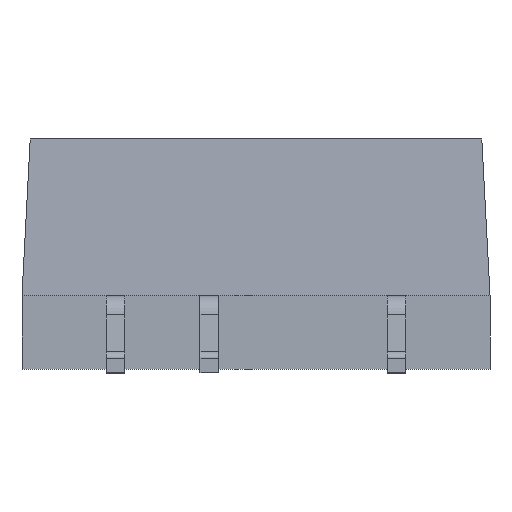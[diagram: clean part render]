
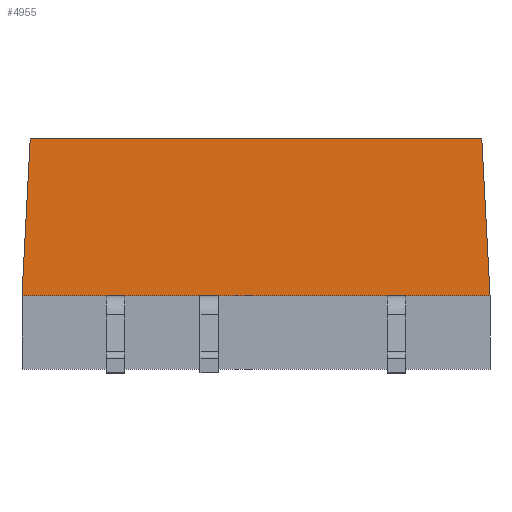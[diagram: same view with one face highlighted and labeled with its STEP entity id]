
A CAD part, front view. The second image highlights one B-rep face of the part: STEP entity #4955.
In plain terms, the highlighted planar face has unit normal (0, -0.999, 0.052).
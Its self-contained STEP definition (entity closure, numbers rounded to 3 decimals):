
#264=PLANE('',#5221);
#696=ORIENTED_EDGE('',*,*,#1700,.T.);
#697=ORIENTED_EDGE('',*,*,#1652,.T.);
#698=ORIENTED_EDGE('',*,*,#1703,.T.);
#699=ORIENTED_EDGE('',*,*,#1705,.F.);
#1652=EDGE_CURVE('',#2173,#2176,#2515,.T.);
#1700=EDGE_CURVE('',#2222,#2173,#2534,.T.);
#1703=EDGE_CURVE('',#2176,#2223,#2537,.T.);
#1705=EDGE_CURVE('',#2222,#2223,#2539,.T.);
#2173=VERTEX_POINT('',#7270);
#2176=VERTEX_POINT('',#7275);
#2222=VERTEX_POINT('',#8023);
#2223=VERTEX_POINT('',#8029);
#2515=LINE('',#7276,#2843);
#2534=LINE('',#8025,#2862);
#2537=LINE('',#8030,#2865);
#2539=LINE('',#8034,#2867);
#2843=VECTOR('',#5560,1000.);
#2862=VECTOR('',#5583,1000.);
#2865=VECTOR('',#5588,1000.);
#2867=VECTOR('',#5592,1000.);
#3170=EDGE_LOOP('',(#696,#697,#698,#699));
#3448=FACE_BOUND('',#3170,.T.);
#4955=ADVANCED_FACE('',(#3448),#264,.T.);
#5221=AXIS2_PLACEMENT_3D('',#8043,#5603,#5604);
#5560=DIRECTION('',(-1.,0.,0.));
#5583=DIRECTION('',(-0.052,0.052,0.997));
#5588=DIRECTION('',(-0.052,-0.052,-0.997));
#5592=DIRECTION('',(-1.,0.,0.));
#5603=DIRECTION('',(0.,-0.999,0.052));
#5604=DIRECTION('',(0.,-0.052,-0.999));
#7270=CARTESIAN_POINT('',(6.127,-3.577,6.35));
#7275=CARTESIAN_POINT('',(-6.127,-3.577,6.35));
#7276=CARTESIAN_POINT('',(6.35,-3.577,6.35));
#8023=CARTESIAN_POINT('',(6.35,-3.8,2.1));
#8025=CARTESIAN_POINT('',(6.35,-3.8,2.1));
#8029=CARTESIAN_POINT('',(-6.35,-3.8,2.1));
#8030=CARTESIAN_POINT('',(-6.35,-3.8,2.1));
#8034=CARTESIAN_POINT('',(6.35,-3.8,2.1));
#8043=CARTESIAN_POINT('',(6.35,-3.8,2.1));
